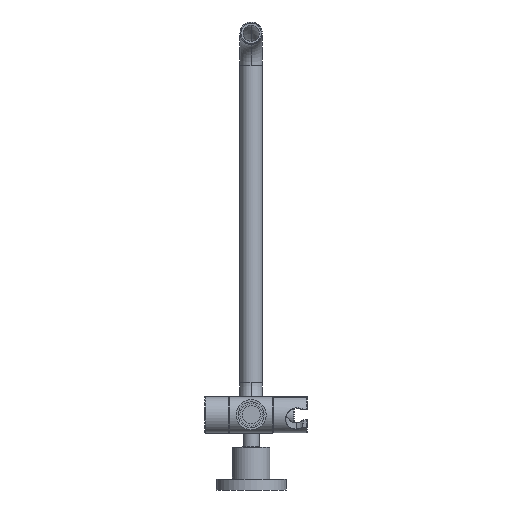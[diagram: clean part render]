
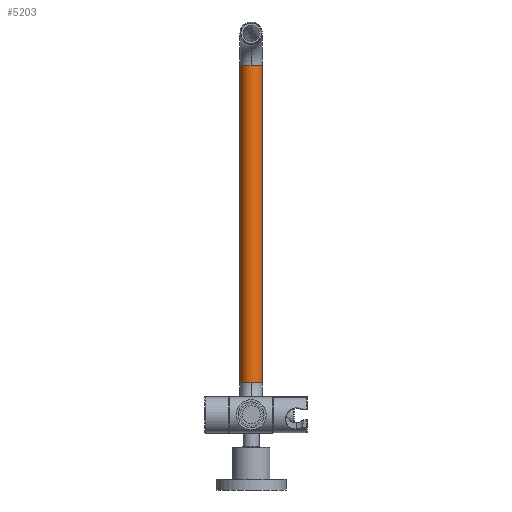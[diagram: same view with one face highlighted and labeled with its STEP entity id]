
A CAD part, front view. The second image highlights one B-rep face of the part: STEP entity #5203.
In plain terms, the highlighted cylindrical face has radius 10.5 mm (diameter 21 mm), a partial arc.
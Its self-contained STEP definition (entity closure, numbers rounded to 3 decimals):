
#85 = VERTEX_POINT ( 'NONE', #2196 ) ;
#115 = AXIS2_PLACEMENT_3D ( 'NONE', #3634, #602, #5498 ) ;
#486 = EDGE_LOOP ( 'NONE', ( #7847, #977, #1103, #6130, #3569, #5191 ) ) ;
#487 = DIRECTION ( 'NONE',  ( 1., 0., 0. ) ) ;
#500 = CIRCLE ( 'NONE', #115, 10.5 ) ;
#602 = DIRECTION ( 'NONE',  ( 0., 0., 1. ) ) ;
#718 = AXIS2_PLACEMENT_3D ( 'NONE', #2690, #5770, #2852 ) ;
#754 = VERTEX_POINT ( 'NONE', #759 ) ;
#759 = CARTESIAN_POINT ( 'NONE',  ( 0., 889.5, 30. ) ) ;
#901 = CARTESIAN_POINT ( 'NONE',  ( 0., 900., 325. ) ) ;
#913 = CARTESIAN_POINT ( 'NONE',  ( -10.5, 900., 30. ) ) ;
#977 = ORIENTED_EDGE ( 'NONE', *, *, #3748, .T. ) ;
#1057 = DIRECTION ( 'NONE',  ( 0., 0., 1. ) ) ;
#1103 = ORIENTED_EDGE ( 'NONE', *, *, #5006, .T. ) ;
#1279 = AXIS2_PLACEMENT_3D ( 'NONE', #901, #3340, #6935 ) ;
#1657 = CARTESIAN_POINT ( 'NONE',  ( 0., 900., 30. ) ) ;
#1878 = VECTOR ( 'NONE', #3669, 1000. ) ;
#1931 = CARTESIAN_POINT ( 'NONE',  ( -10.5, 900., 325. ) ) ;
#2053 = VERTEX_POINT ( 'NONE', #5630 ) ;
#2196 = CARTESIAN_POINT ( 'NONE',  ( 0., 889.5, 325. ) ) ;
#2212 = CARTESIAN_POINT ( 'NONE',  ( 10.5, 900., 30. ) ) ;
#2281 = CIRCLE ( 'NONE', #7089, 10.5 ) ;
#2690 = CARTESIAN_POINT ( 'NONE',  ( 0., 900., 30. ) ) ;
#2852 = DIRECTION ( 'NONE',  ( 0., -1., 0. ) ) ;
#2884 = EDGE_CURVE ( 'NONE', #4727, #6017, #5083, .T. ) ;
#3030 = DIRECTION ( 'NONE',  ( 0., 0., 1. ) ) ;
#3055 = AXIS2_PLACEMENT_3D ( 'NONE', #1657, #1057, #487 ) ;
#3306 = CARTESIAN_POINT ( 'NONE',  ( -10.5, 900., 30. ) ) ;
#3340 = DIRECTION ( 'NONE',  ( 0., 0., 1. ) ) ;
#3569 = ORIENTED_EDGE ( 'NONE', *, *, #7424, .F. ) ;
#3634 = CARTESIAN_POINT ( 'NONE',  ( 0., 900., 325. ) ) ;
#3669 = DIRECTION ( 'NONE',  ( 0., 0., 1. ) ) ;
#3746 = VERTEX_POINT ( 'NONE', #2212 ) ;
#3748 = EDGE_CURVE ( 'NONE', #4727, #754, #5164, .T. ) ;
#3851 = DIRECTION ( 'NONE',  ( 0., 0., 1. ) ) ;
#4045 = VECTOR ( 'NONE', #3851, 1000. ) ;
#4151 = CYLINDRICAL_SURFACE ( 'NONE', #3055, 10.5 ) ;
#4478 = EDGE_CURVE ( 'NONE', #3746, #2053, #6826, .T. ) ;
#4727 = VERTEX_POINT ( 'NONE', #913 ) ;
#5006 = EDGE_CURVE ( 'NONE', #754, #3746, #2281, .T. ) ;
#5083 = LINE ( 'NONE', #3306, #4045 ) ;
#5164 = CIRCLE ( 'NONE', #718, 10.5 ) ;
#5191 = ORIENTED_EDGE ( 'NONE', *, *, #6398, .F. ) ;
#5203 = ADVANCED_FACE ( 'NONE', ( #5352 ), #4151, .T. ) ;
#5352 = FACE_OUTER_BOUND ( 'NONE', #486, .T. ) ;
#5443 = DIRECTION ( 'NONE',  ( 0., -1., 0. ) ) ;
#5498 = DIRECTION ( 'NONE',  ( 0., -1., 0. ) ) ;
#5630 = CARTESIAN_POINT ( 'NONE',  ( 10.5, 900., 325. ) ) ;
#5770 = DIRECTION ( 'NONE',  ( 0., 0., 1. ) ) ;
#6017 = VERTEX_POINT ( 'NONE', #1931 ) ;
#6031 = CARTESIAN_POINT ( 'NONE',  ( 0., 900., 30. ) ) ;
#6130 = ORIENTED_EDGE ( 'NONE', *, *, #4478, .T. ) ;
#6356 = CIRCLE ( 'NONE', #1279, 10.5 ) ;
#6398 = EDGE_CURVE ( 'NONE', #6017, #85, #500, .T. ) ;
#6826 = LINE ( 'NONE', #7462, #1878 ) ;
#6935 = DIRECTION ( 'NONE',  ( 0., -1., 0. ) ) ;
#7089 = AXIS2_PLACEMENT_3D ( 'NONE', #6031, #3030, #5443 ) ;
#7424 = EDGE_CURVE ( 'NONE', #85, #2053, #6356, .T. ) ;
#7462 = CARTESIAN_POINT ( 'NONE',  ( 10.5, 900., 30. ) ) ;
#7847 = ORIENTED_EDGE ( 'NONE', *, *, #2884, .F. ) ;
